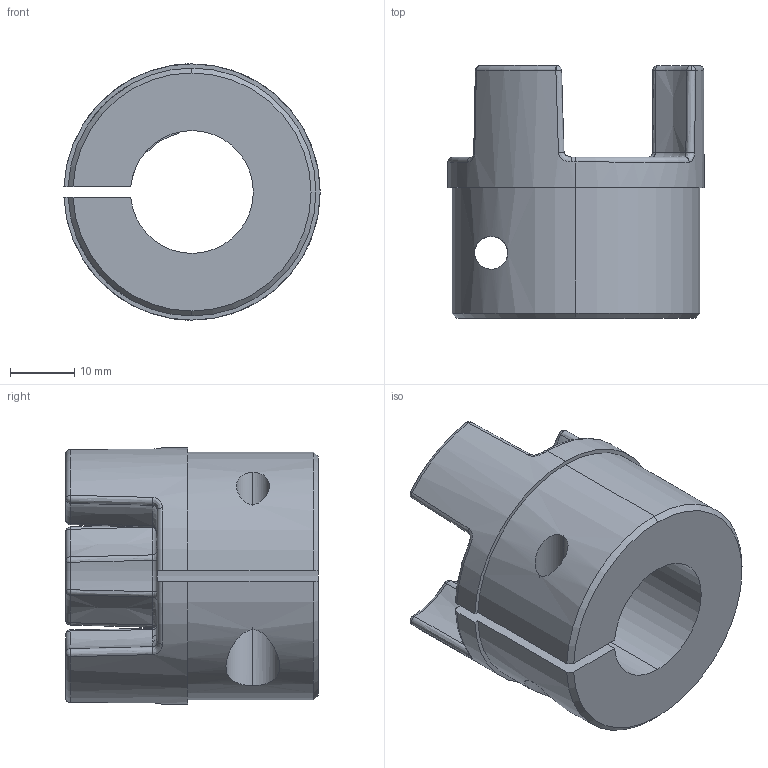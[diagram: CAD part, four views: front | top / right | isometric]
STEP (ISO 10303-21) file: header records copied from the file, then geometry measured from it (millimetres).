
FILE_DESCRIPTION (( 'STEP AP214' ), '1' );
FILE_NAME ('DC-JAC40-12.STEP', '2015-12-01T20:05:50', ( '' ), ( '' ), 'SwSTEP 2.0', 'SolidWorks 2015', '' );
FILE_SCHEMA (( 'AUTOMOTIVE_DESIGN' ));
Length unit declared in the file: millimetre
Products named in the file (1): DC-JAC40-12
Bounding box: 39.76 x 39.22 x 39.78 mm (x, y, z)
Volume: 24802.8 mm3; surface area: 8740.4 mm2
Topology: 1 solids, 1 shells, 105 faces, 247 edges, 139 vertices
Faces by surface type: torus 27, bspline 26, cylinder 17, sphere 14, plane 11, cone 10
Entity records: 3914 total; most frequent: CARTESIAN_POINT 1633, ORIENTED_EDGE 482, DIRECTION 482, EDGE_CURVE 241, AXIS2_PLACEMENT_3D 228, CIRCLE 148, VERTEX_POINT 139, EDGE_LOOP 110
